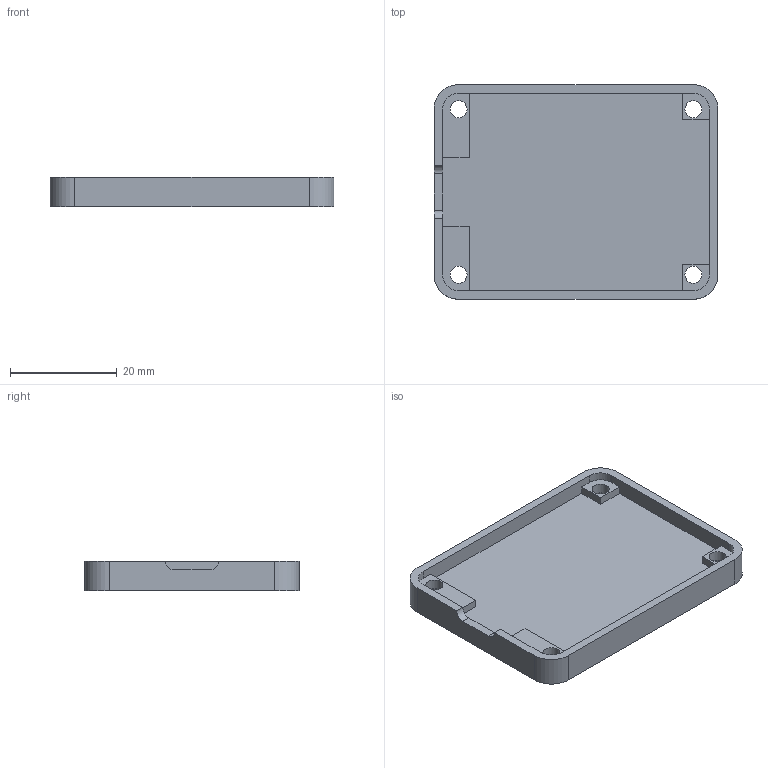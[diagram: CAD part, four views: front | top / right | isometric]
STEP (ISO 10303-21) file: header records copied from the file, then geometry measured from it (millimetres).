
FILE_DESCRIPTION(/* description */ (''),/* implementation_level */ '2;1');
FILE_NAME(/* name */ 'Icebreaker Bottom.step',/* time_stamp */ '2019-01-05T22:32:46+01:00',/* author */ ('fusion360Y89T7'),/* organization */ (''),/* preprocessor_version */ 'ST-DEVELOPER v17.2',/* originating_system */ 'Autodesk Translation Framework v7.6.0.251',/* authorisation */ '');
FILE_SCHEMA (('AUTOMOTIVE_DESIGN { 1 0 10303 214 3 1 1 }'));
Length unit declared in the file: millimetre
Products named in the file (1): Bottom
Bounding box: 53.2 x 40.2 x 5.6 mm (x, y, z)
Volume: 6109.3 mm3; surface area: 5915.6 mm2
Topology: 1 solids, 1 shells, 66 faces, 184 edges, 124 vertices
Faces by surface type: plane 52, cylinder 14
Full cylindrical faces by diameter (mm): 3.2 x4
Entity records: 2161 total; most frequent: CARTESIAN_POINT 375, ORIENTED_EDGE 368, DIRECTION 350, EDGE_CURVE 184, LINE 152, VECTOR 152, VERTEX_POINT 124, AXIS2_PLACEMENT_3D 99
